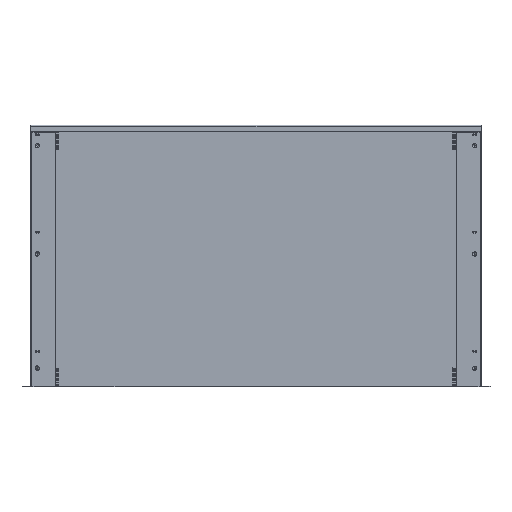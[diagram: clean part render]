
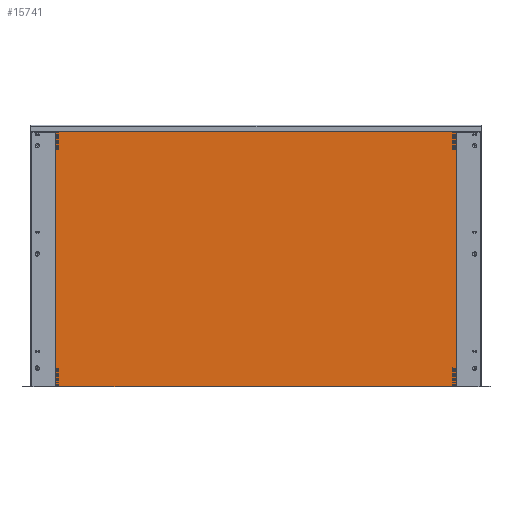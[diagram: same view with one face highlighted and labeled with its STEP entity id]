
A CAD part, top view. The second image highlights one B-rep face of the part: STEP entity #15741.
In plain terms, the highlighted face is planar.
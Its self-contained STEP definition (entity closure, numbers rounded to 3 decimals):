
#15627=DIRECTION('',(0.,-1.,0.));
#15628=VECTOR('',#15627,1026.);
#15629=CARTESIAN_POINT('',(12.7,-21.,0.));
#15630=LINE('',#15629,#15628);
#15651=DIRECTION('',(0.,-1.,0.));
#15652=VECTOR('',#15651,1026.);
#15653=CARTESIAN_POINT('',(12.7,-21.,650.35));
#15654=LINE('',#15653,#15652);
#15655=DIRECTION('',(0.,0.,1.));
#15656=VECTOR('',#15655,650.35);
#15657=CARTESIAN_POINT('',(12.7,-21.,0.));
#15658=LINE('',#15657,#15656);
#15663=DIRECTION('',(0.,0.,1.));
#15664=VECTOR('',#15663,650.35);
#15665=CARTESIAN_POINT('',(12.7,-1047.,0.));
#15666=LINE('',#15665,#15664);
#15671=CARTESIAN_POINT('',(12.7,-21.,0.));
#15672=VERTEX_POINT('',#15671);
#15673=CARTESIAN_POINT('',(12.7,-1047.,0.));
#15674=VERTEX_POINT('',#15673);
#15679=CARTESIAN_POINT('',(12.7,-1047.,650.35));
#15680=VERTEX_POINT('',#15679);
#15681=CARTESIAN_POINT('',(12.7,-21.,650.35));
#15682=VERTEX_POINT('',#15681);
#15728=CARTESIAN_POINT('',(12.7,-21.,650.35));
#15729=DIRECTION('',(-1.,0.,0.));
#15730=DIRECTION('',(0.,-1.,0.));
#15731=AXIS2_PLACEMENT_3D('',#15728,#15729,#15730);
#15732=PLANE('',#15731);
#15733=ORIENTED_EDGE('',*,*,#15692,.T.);
#15735=ORIENTED_EDGE('',*,*,#15734,.T.);
#15737=ORIENTED_EDGE('',*,*,#15736,.F.);
#15738=ORIENTED_EDGE('',*,*,#15720,.F.);
#15739=EDGE_LOOP('',(#15733,#15735,#15737,#15738));
#15740=FACE_OUTER_BOUND('',#15739,.F.);
#15741=ADVANCED_FACE('',(#15740),#15732,.F.);
#15692=EDGE_CURVE('',#15672,#15674,#15630,.T.);
#15720=EDGE_CURVE('',#15672,#15682,#15658,.T.);
#15734=EDGE_CURVE('',#15674,#15680,#15666,.T.);
#15736=EDGE_CURVE('',#15682,#15680,#15654,.T.);
